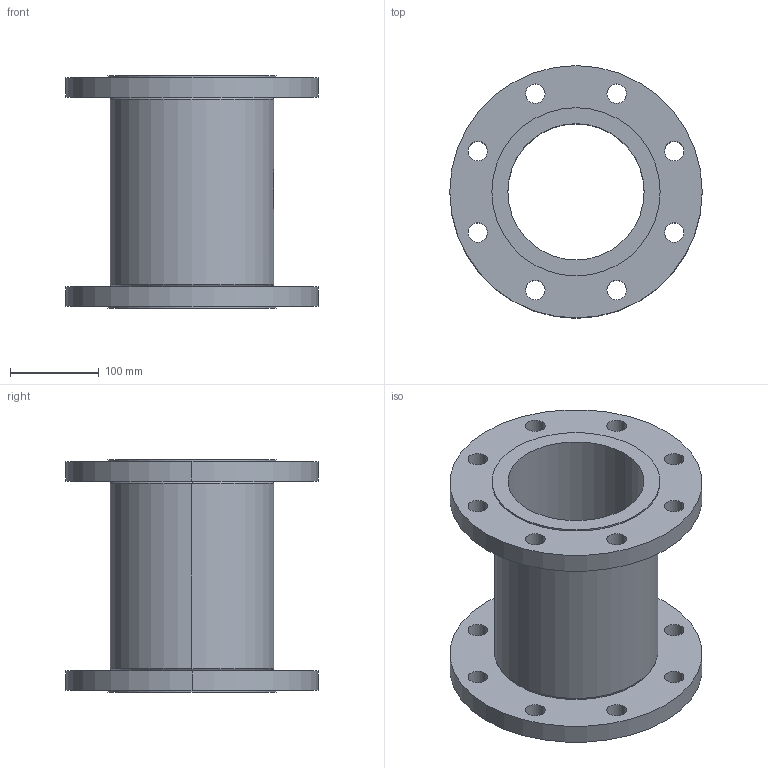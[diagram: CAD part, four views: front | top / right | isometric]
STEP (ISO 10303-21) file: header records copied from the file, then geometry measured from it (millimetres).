
FILE_DESCRIPTION (( 'STEP AP214' ), '1' );
FILE_NAME ('7150000_DN150_PN16_51422089.STEP', '2022-02-02T09:46:00', ( 'axxx' ), ( 'Hewlett-Packard Company' ), 'SwSTEP 2.0', 'SolidWorks 2019', '' );
FILE_SCHEMA (( 'AUTOMOTIVE_DESIGN' ));
Length unit declared in the file: millimetre
Products named in the file (1): 7150000_DN150_PN16_51422089
Bounding box: 285 x 285 x 262 mm (x, y, z)
Volume: 3646742.1 mm3; surface area: 497986.2 mm2
Topology: 1 solids, 1 shells, 548 faces, 1427 edges, 950 vertices
Faces by surface type: plane 248, bspline 227, cylinder 65, torus 8
Entity records: 29571 total; most frequent: CARTESIAN_POINT 17540, ORIENTED_EDGE 2854, DIRECTION 1738, EDGE_CURVE 1427, VERTEX_POINT 950, LINE 756, VECTOR 756, EDGE_LOOP 651
